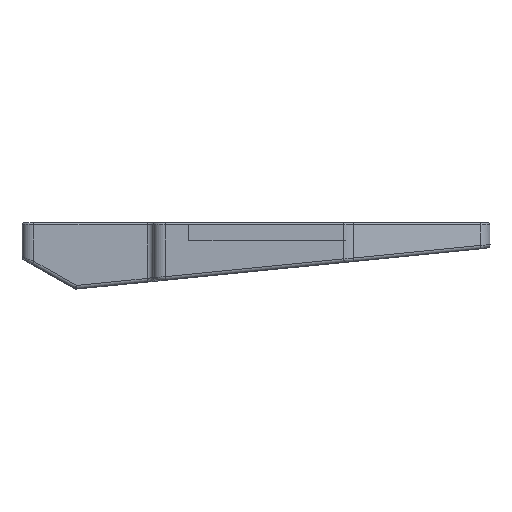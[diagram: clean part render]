
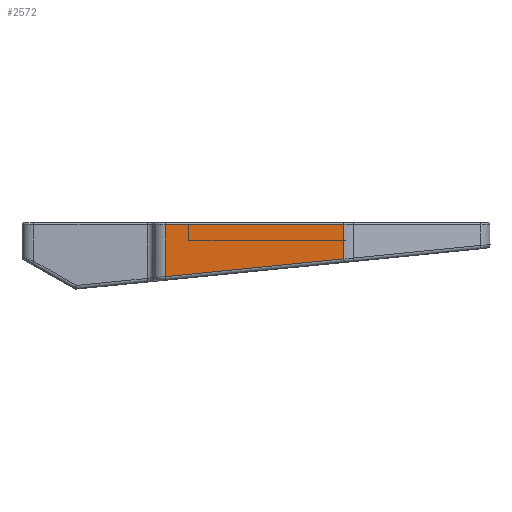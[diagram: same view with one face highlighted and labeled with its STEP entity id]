
A CAD part, left-side view. The second image highlights one B-rep face of the part: STEP entity #2572.
In plain terms, the highlighted planar face has unit normal (-1, 0, 0).
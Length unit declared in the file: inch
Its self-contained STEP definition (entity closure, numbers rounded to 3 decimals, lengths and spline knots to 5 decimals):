
#105=PLANE('',#2785);
#201=FACE_OUTER_BOUND('',#366,.T.);
#366=EDGE_LOOP('',(#1881,#1882,#1883,#1884));
#651=LINE('',#4163,#848);
#689=LINE('',#4637,#886);
#690=LINE('',#4641,#887);
#691=LINE('',#4642,#888);
#848=VECTOR('',#3119,0.3937);
#886=VECTOR('',#3251,0.3937);
#887=VECTOR('',#3256,0.3937);
#888=VECTOR('',#3257,0.3937);
#1089=VERTEX_POINT('',#4119);
#1093=VERTEX_POINT('',#4159);
#1144=VERTEX_POINT('',#4636);
#1145=VERTEX_POINT('',#4640);
#1350=EDGE_CURVE('',#1089,#1093,#651,.T.);
#1429=EDGE_CURVE('',#1093,#1144,#689,.T.);
#1431=EDGE_CURVE('',#1089,#1145,#690,.T.);
#1432=EDGE_CURVE('',#1144,#1145,#691,.T.);
#1881=ORIENTED_EDGE('',*,*,#1350,.F.);
#1882=ORIENTED_EDGE('',*,*,#1431,.T.);
#1883=ORIENTED_EDGE('',*,*,#1432,.F.);
#1884=ORIENTED_EDGE('',*,*,#1429,.F.);
#2572=ADVANCED_FACE('',(#201),#105,.T.);
#2785=AXIS2_PLACEMENT_3D('',#4639,#3254,#3255);
#3119=DIRECTION('',(0.,0.995,-0.099));
#3251=DIRECTION('',(0.,0.,1.));
#3254=DIRECTION('center_axis',(-1.,0.,0.));
#3255=DIRECTION('ref_axis',(0.,-1.,0.));
#3256=DIRECTION('',(0.,0.,1.));
#3257=DIRECTION('',(0.,-1.,0.));
#4119=CARTESIAN_POINT('',(0.60007,-3.65046,-0.30115));
#4159=CARTESIAN_POINT('',(0.60007,-2.15027,-0.45042));
#4163=CARTESIAN_POINT('',(0.60007,-1.78599,-0.48667));
#4636=CARTESIAN_POINT('',(0.60007,-2.15027,-0.015));
#4637=CARTESIAN_POINT('',(0.60007,-2.15027,-0.2));
#4639=CARTESIAN_POINT('Origin',(0.60007,-2.15027,-0.2));
#4640=CARTESIAN_POINT('',(0.60007,-3.65046,-0.015));
#4641=CARTESIAN_POINT('',(0.60007,-3.65046,-0.2));
#4642=CARTESIAN_POINT('',(0.60007,-3.43814,-0.015));
